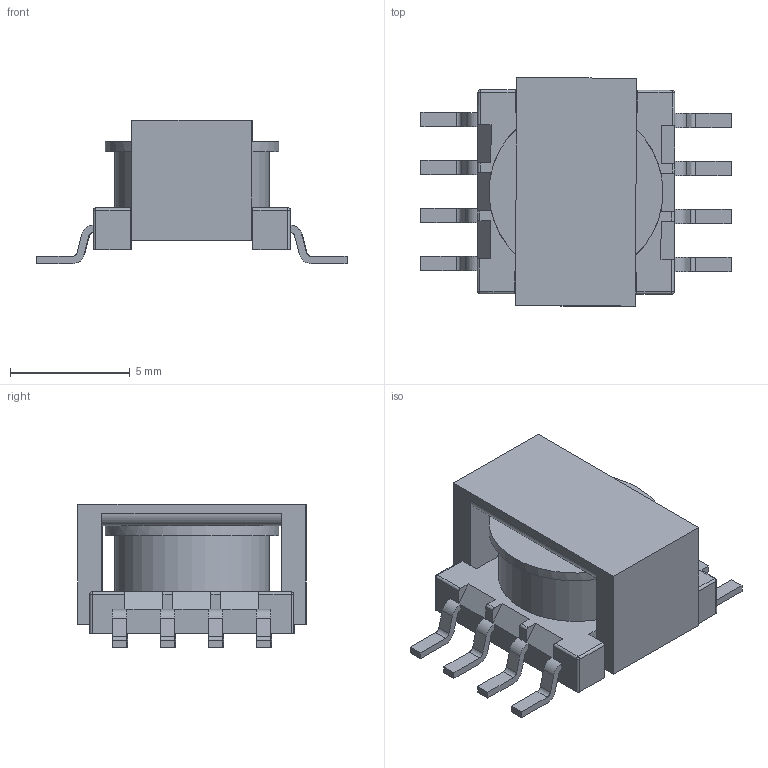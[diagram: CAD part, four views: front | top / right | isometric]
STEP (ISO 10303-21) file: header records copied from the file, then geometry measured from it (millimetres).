
FILE_DESCRIPTION(/* description */ ('Unknown'),/* implementation_level */ '2;1');
FILE_NAME(/* name */ 'T_Wurth_WE-FB-ER9.5',/* time_stamp */ '2025-05-05T15:59:35+08:00',/* author */ ('Unknown'),/* organization */ ('Unknown'),/* preprocessor_version */ 'ST-DEVELOPER v19.4',/* originating_system */ 'Solid Edge',/* authorisation */ 'Unknown');
FILE_SCHEMA (('AUTOMOTIVE_DESIGN {1 0 10303 214 3 1 1}'));
Length unit declared in the file: millimetre
Products named in the file (2): T_Wurth_WE-FB-ER9.5
Assembly tree (1 placements, depth 2):
  T_Wurth_WE-FB-ER9.5
    T_Wurth_WE-FB-ER9.5
Bounding box: 12.97 x 9.52 x 5.97 mm (x, y, z)
Volume: 268.9 mm3; surface area: 600.9 mm2
Topology: 1 solids, 1 shells, 171 faces, 463 edges, 293 vertices
Faces by surface type: plane 109, cylinder 58, sphere 4
Full cylindrical faces by diameter (mm): 3.5 x1, 3.7 x1, 6.45 x1, 7.25 x1
Entity records: 6512 total; most frequent: DIRECTION 918, CARTESIAN_POINT 917, ORIENTED_EDGE 906, EDGE_CURVE 453, LINE 334, VECTOR 334, AXIS2_PLACEMENT_3D 292, VERTEX_POINT 291
